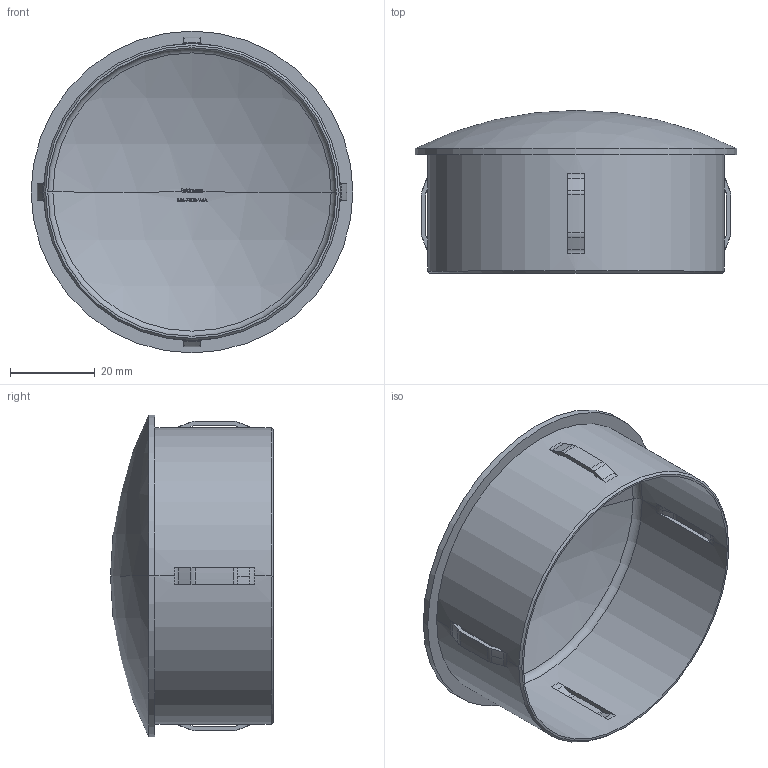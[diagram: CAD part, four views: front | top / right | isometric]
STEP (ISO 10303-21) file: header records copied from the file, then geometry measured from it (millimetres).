
FILE_DESCRIPTION (( 'STEP AP203' ), '1' );
FILE_NAME ('166-7600-V4A.STEP', '2018-12-07T07:16:46', ( '' ), ( '' ), 'SwSTEP 2.0', 'SolidWorks 2015', '' );
FILE_SCHEMA (( 'CONFIG_CONTROL_DESIGN' ));
Length unit declared in the file: millimetre
Products named in the file (1): 166-7600-V4A
Bounding box: 76.1 x 38.5 x 76.1 mm (x, y, z)
Volume: 14122.9 mm3; surface area: 22700.8 mm2
Topology: 1 solids, 1 shells, 348 faces, 962 edges, 628 vertices
Faces by surface type: plane 132, bspline 93, sphere 43, torus 42, cone 22, cylinder 16
Entity records: 15404 total; most frequent: CARTESIAN_POINT 6948, ORIENTED_EDGE 1924, DIRECTION 1543, EDGE_CURVE 962, AXIS2_PLACEMENT_3D 635, VERTEX_POINT 628, CIRCLE 379, EDGE_LOOP 376
